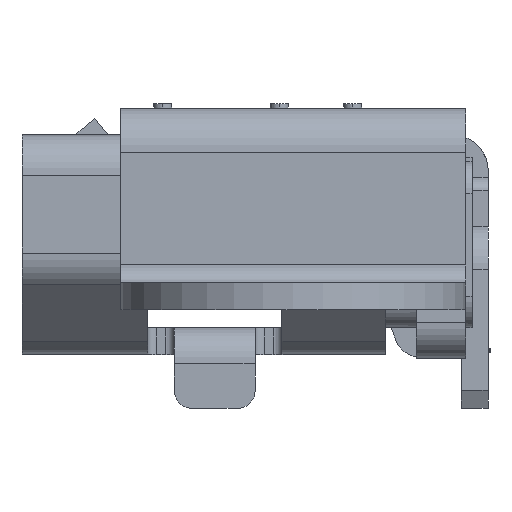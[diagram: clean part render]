
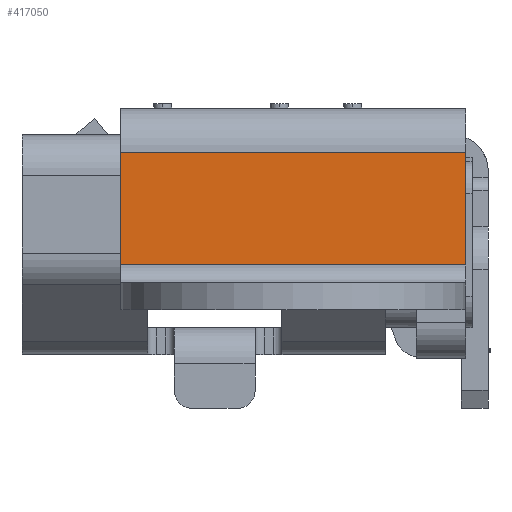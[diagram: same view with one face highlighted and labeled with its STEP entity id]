
A CAD part, left-side view. The second image highlights one B-rep face of the part: STEP entity #417050.
In plain terms, the highlighted face is planar.
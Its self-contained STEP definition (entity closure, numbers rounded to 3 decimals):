
#408160=CARTESIAN_POINT('',(0.655,-0.045,-3.13));
#408170=VERTEX_POINT('',#408160);
#408220=CARTESIAN_POINT('',(0.655,-0.045,0.));
#408230=DIRECTION('',(0.,0.,-1.));
#408240=VECTOR('',#408230,1.);
#408250=LINE('',#408220,#408240);
#408260=CARTESIAN_POINT('',(0.655,-0.045,-1.88));
#408270=VERTEX_POINT('',#408260);
#408280=EDGE_CURVE('',#408270,#408170,#408250,.T.);
#416750=CARTESIAN_POINT('',(2.43,-0.045,
-2.497));
#416760=DIRECTION('',(0.,1.,0.));
#416770=DIRECTION('',(0.,0.,1.));
#416780=AXIS2_PLACEMENT_3D('',#416750,#416760,#416770);
#416790=PLANE('',#416780);
#416800=CARTESIAN_POINT('',(4.505,-0.045,0.));
#416810=DIRECTION('',(-0.,0.,-1.));
#416820=VECTOR('',#416810,1.);
#416830=LINE('',#416800,#416820);
#416840=CARTESIAN_POINT('',(4.505,-0.045,
-1.88));
#416850=VERTEX_POINT('',#416840);
#416860=CARTESIAN_POINT('',(4.505,-0.045,
-3.13));
#416870=VERTEX_POINT('',#416860);
#416880=EDGE_CURVE('',#416850,#416870,#416830,.T.);
#416890=ORIENTED_EDGE('',*,*,#416880,.T.);
#416900=CARTESIAN_POINT('',(0.,-0.045,-1.88));
#416910=DIRECTION('',(-1.,0.,0.));
#416920=VECTOR('',#416910,1.);
#416930=LINE('',#416900,#416920);
#416940=EDGE_CURVE('',#416850,#408270,#416930,.T.);
#416950=ORIENTED_EDGE('',*,*,#416940,.F.);
#416960=ORIENTED_EDGE('',*,*,#408280,.F.);
#416970=CARTESIAN_POINT('',(0.,-0.045,-3.13));
#416980=DIRECTION('',(-1.,0.,-0.));
#416990=VECTOR('',#416980,1.);
#417000=LINE('',#416970,#416990);
#417010=EDGE_CURVE('',#416870,#408170,#417000,.T.);
#417020=ORIENTED_EDGE('',*,*,#417010,.T.);
#417030=EDGE_LOOP('',(#417020,#416960,#416950,#416890));
#417040=FACE_OUTER_BOUND('',#417030,.T.);
#417050=ADVANCED_FACE('',(#417040),#416790,.T.);
